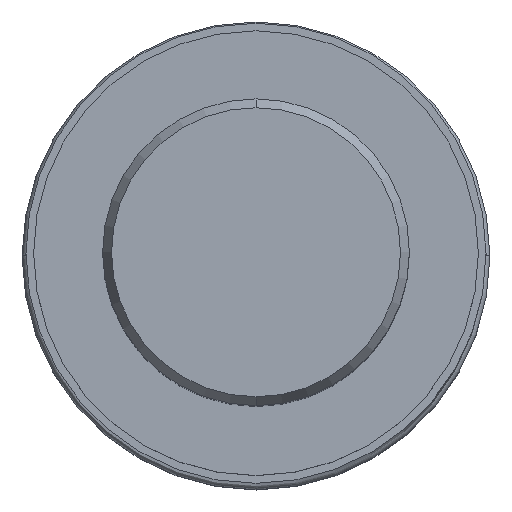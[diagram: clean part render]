
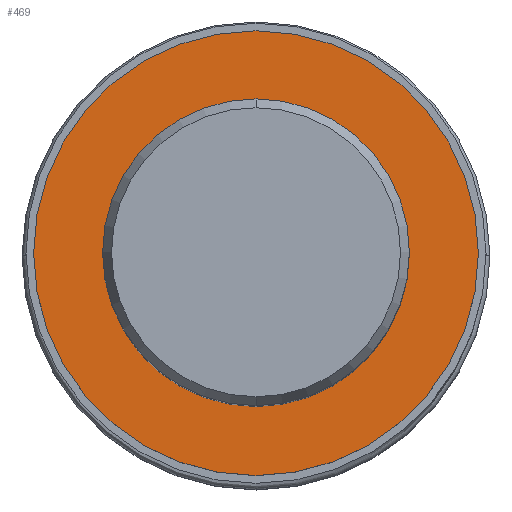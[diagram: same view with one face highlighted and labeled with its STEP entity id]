
A CAD part, top view. The second image highlights one B-rep face of the part: STEP entity #469.
In plain terms, the highlighted planar face has unit normal (0, 0, 1).
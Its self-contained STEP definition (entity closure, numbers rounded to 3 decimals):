
#233=EDGE_CURVE('',#303,#523,#595,.T.);
#303=VERTEX_POINT('',#672);
#313=VERTEX_POINT('',#684);
#353=EDGE_CURVE('',#313,#419,#724,.T.);
#411=EDGE_CURVE('',#523,#303,#787,.T.);
#419=VERTEX_POINT('',#795);
#469=ADVANCED_FACE('',(#850,#851),#852,.T.);
#501=EDGE_CURVE('',#419,#313,#890,.T.);
#523=VERTEX_POINT('',#916);
#595=CIRCLE('',#1000,20.0);
#672=CARTESIAN_POINT('',(0.,-20.0,-70.0));
#684=CARTESIAN_POINT('',(0.,-29.0,-70.0));
#724=CIRCLE('',#1312,29.0);
#787=CIRCLE('',#1425,20.0);
#795=CARTESIAN_POINT('',(0.0,29.0,-70.0));
#850=FACE_BOUND('',#1555,.T.);
#851=FACE_OUTER_BOUND('',#1556,.T.);
#852=PLANE('',#1557);
#890=CIRCLE('',#1628,29.0);
#916=CARTESIAN_POINT('',(0.0,20.0,-70.0));
#1000=AXIS2_PLACEMENT_3D('',#1756,#1757,#1758);
#1312=AXIS2_PLACEMENT_3D('',#1895,#1896,#1897);
#1425=AXIS2_PLACEMENT_3D('',#1960,#1961,#1962);
#1555=EDGE_LOOP('',(#2019,#2020));
#1556=EDGE_LOOP('',(#2021,#2022));
#1557=AXIS2_PLACEMENT_3D('',#2023,#2024,#2025);
#1628=AXIS2_PLACEMENT_3D('',#2094,#2095,#2096);
#1756=CARTESIAN_POINT('',(0.0,0.0,-70.0));
#1757=DIRECTION('',(-0.0,0.0,-1.0));
#1758=DIRECTION('',(0.0,1.0,0.0));
#1895=CARTESIAN_POINT('',(0.0,0.0,-70.0));
#1896=DIRECTION('',(0.0,0.0,-1.0));
#1897=DIRECTION('',(0.0,1.0,0.0));
#1960=CARTESIAN_POINT('',(0.0,0.0,-70.0));
#1961=DIRECTION('',(-0.0,0.0,-1.0));
#1962=DIRECTION('',(0.0,1.0,0.0));
#2019=ORIENTED_EDGE('',*,*,#411,.T.);
#2020=ORIENTED_EDGE('',*,*,#233,.T.);
#2021=ORIENTED_EDGE('',*,*,#501,.F.);
#2022=ORIENTED_EDGE('',*,*,#353,.F.);
#2023=CARTESIAN_POINT('',(0.0,14.5,-70.0));
#2024=DIRECTION('',(-0.0,0.0,1.0));
#2025=DIRECTION('',(0.0,-1.0,0.0));
#2094=CARTESIAN_POINT('',(0.0,0.0,-70.0));
#2095=DIRECTION('',(0.0,0.0,-1.0));
#2096=DIRECTION('',(0.0,1.0,0.0));
